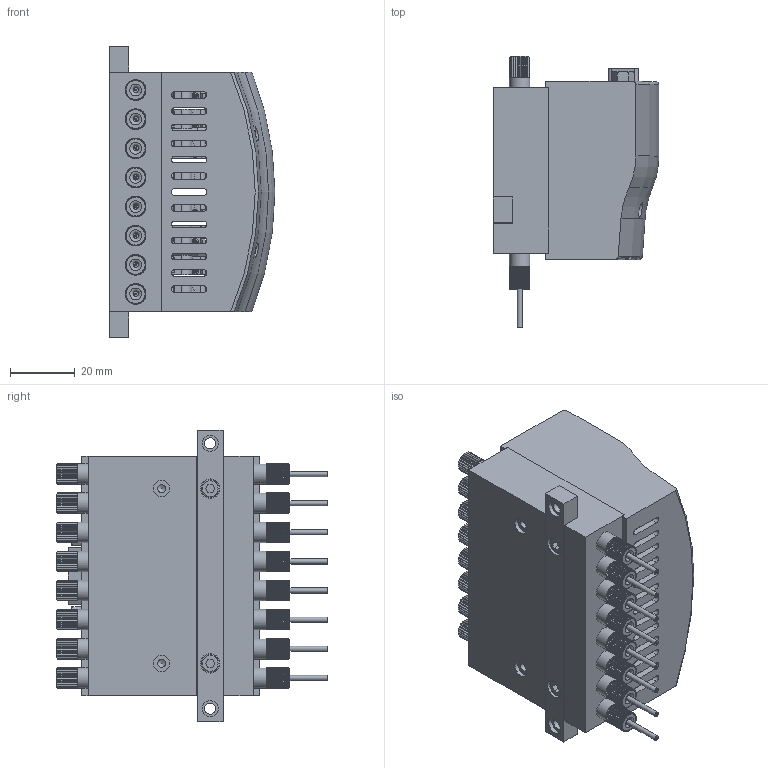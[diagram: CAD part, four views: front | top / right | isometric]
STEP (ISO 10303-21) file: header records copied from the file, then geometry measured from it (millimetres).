
FILE_DESCRIPTION(/* description */ ('STEP AP214'),/* implementation_level */ '2;1');
FILE_NAME(/* name */ '8063635_VTOE-8-D8-T3-M22C-08-V-S-PC-M',/* time_stamp */ '2024-09-17T11:22:27+02:00',/* author */ ('License CC BY-ND 4.0'),/* organization */ ('CADENAS'),/* preprocessor_version */ 'ST-DEVELOPER v19.3',/* originating_system */ 'PARTsolutions',/* authorisation */ ' ');
FILE_SCHEMA (('AUTOMOTIVE_DESIGN {1 0 10303 214 3 1 1}'));
Products named in the file (6): 8063635 VTOE-8-D8-T3-M22C-08-V-S-PC-M; 8063635 VTOE-8---(p); 1220069 VODA-FD72-M22C-M-08-F-SV-1L5; DIN-912 - M2x4(F); 4563821 VTOE-8---(c); DIN-912 - M2x8(F)
Assembly tree (28 placements, depth 2):
  8063635 VTOE-8-D8-T3-M22C-08-V-S-PC-M
    8063635 VTOE-8---(p)
    1220069 VODA-FD72-M22C-M-08-F-SV-1L5  x8
    DIN-912 - M2x4(F)  x16
    4563821 VTOE-8---(c)
    DIN-912 - M2x8(F)  x2
Bounding box: 51.2 x 83.82 x 90 mm (x, y, z)
Volume: 106322.7 mm3; surface area: 65302.4 mm2
Topology: 28 solids, 28 shells, 4156 faces, 11163 edges, 7274 vertices
Faces by surface type: plane 2783, cylinder 753, cone 536, torus 68, sphere 16
Full cylindrical faces by diameter (mm): 0.6 x8, 0.9 x41, 1 x16, 1.2 x24, 1.4 x16, 1.567 x18, 1.6 x16, 1.7 x32, 2 x26, 2.1 x8, 2.156 x2, 2.2 x8, 2.3 x2, 2.4 x8, 2.459 x2, 3.1 x24, 3.2 x16, 3.4 x2, 3.55 x8, 3.7 x2, 3.8 x18, 3.95 x8, 4.1 x8, 4.5 x2, 5 x4, 5.5 x2, 6 x2, 6.35 x16, 6.5 x2
Entity records: 90643 total; most frequent: CARTESIAN_POINT 16182, ORIENTED_EDGE 12436, DIRECTION 11411, EDGE_CURVE 6218, VERTEX_POINT 4258, AXIS2_PLACEMENT_3D 3877, LINE 3657, VECTOR 3657
